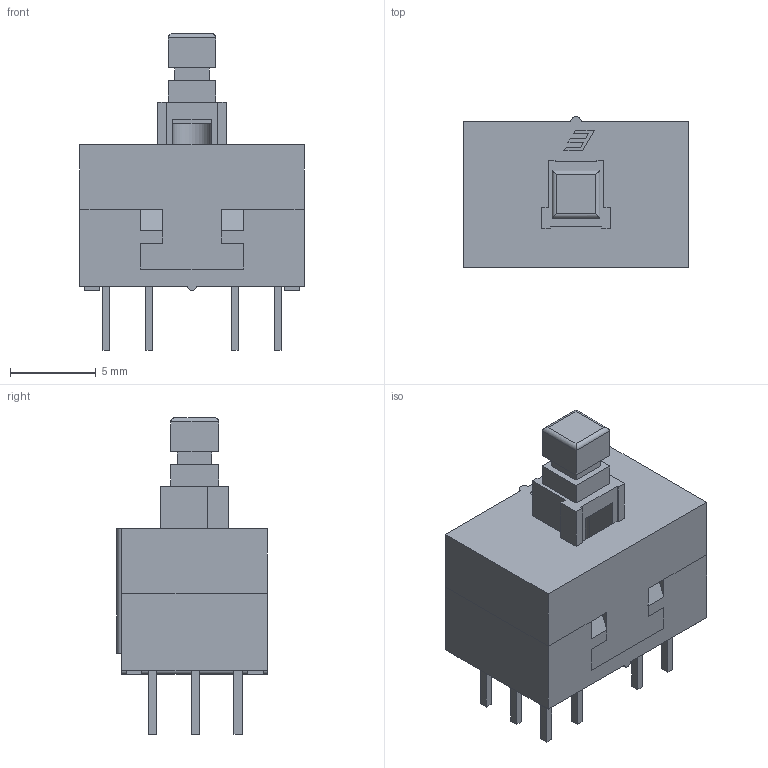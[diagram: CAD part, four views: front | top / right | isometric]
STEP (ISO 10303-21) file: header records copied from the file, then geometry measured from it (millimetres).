
FILE_DESCRIPTION(/* description */ (''),/* implementation_level */ '2;1');
FILE_NAME(/* name */ 'TL4201xxZA.stp',/* time_stamp */ '2025-06-04T11:57:11-05:00',/* author */ ('mroman'),/* organization */ (''),/* preprocessor_version */ 'ST-DEVELOPER v18.1',/* originating_system */ 'Autodesk Inventor 2022',/* authorisation */ '');
FILE_SCHEMA (('AUTOMOTIVE_DESIGN { 1 0 10303 214 3 1 1 }'));
Length unit declared in the file: centimetre
Products named in the file (1): TL4201xxZA
Bounding box: 13.1 x 8.8 x 18.5 mm (x, y, z)
Volume: 589.9 mm3; surface area: 1513.5 mm2
Topology: 1 solids, 1 shells, 303 faces, 799 edges, 524 vertices
Faces by surface type: plane 292, cylinder 11
Entity records: 9194 total; most frequent: CARTESIAN_POINT 1627, ORIENTED_EDGE 1598, DIRECTION 1425, EDGE_CURVE 799, LINE 781, VECTOR 781, VERTEX_POINT 524, EDGE_LOOP 337
